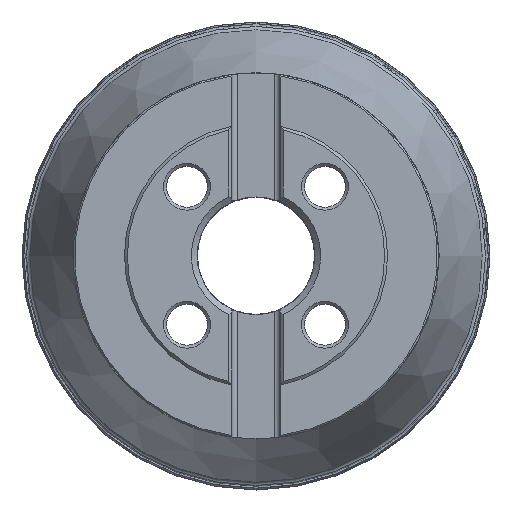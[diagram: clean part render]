
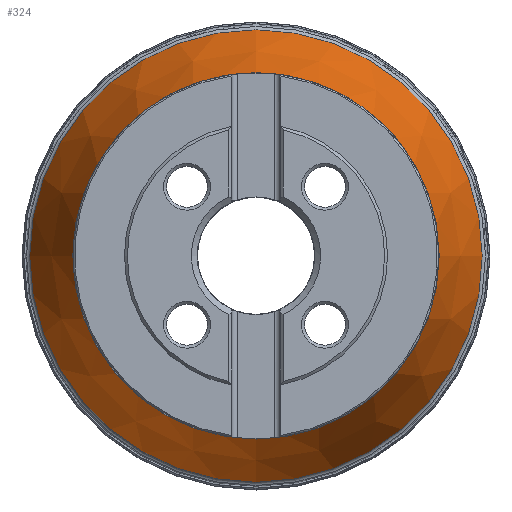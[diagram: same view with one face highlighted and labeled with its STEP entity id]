
A CAD part, top view. The second image highlights one B-rep face of the part: STEP entity #324.
In plain terms, the highlighted conical face has half-angle 21.671 degrees and reference radius 62.5 mm.
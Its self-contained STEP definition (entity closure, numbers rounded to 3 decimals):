
#252=CONICAL_SURFACE('',#2028,62.5,21.671);
#324=ADVANCED_FACE('',(#652,#653),#252,.T.);
#652=FACE_BOUND('',#854,.T.);
#653=FACE_BOUND('',#855,.T.);
#854=EDGE_LOOP('',(#1090));
#855=EDGE_LOOP('',(#1091));
#1090=ORIENTED_EDGE('',*,*,#1659,.T.);
#1091=ORIENTED_EDGE('',*,*,#1660,.T.);
#1481=VERTEX_POINT('',#3205);
#1482=VERTEX_POINT('',#3207);
#1659=EDGE_CURVE('',#1481,#1481,#1876,.T.);
#1660=EDGE_CURVE('',#1482,#1482,#1877,.T.);
#1876=CIRCLE('',#2026,77.311);
#1877=CIRCLE('',#2027,62.641);
#2026=AXIS2_PLACEMENT_3D('',#3204,#2361,#2362);
#2027=AXIS2_PLACEMENT_3D('',#3206,#2363,#2364);
#2028=AXIS2_PLACEMENT_3D('',#3208,#2365,#2366);
#2361=DIRECTION('',(0.,0.,1.));
#2362=DIRECTION('',(-1.,0.,0.));
#2363=DIRECTION('',(0.,0.,-1.));
#2364=DIRECTION('',(-1.,0.,0.));
#2365=DIRECTION('',(0.,0.,-1.));
#2366=DIRECTION('',(-1.,0.,0.));
#3204=CARTESIAN_POINT('',(0.,0.,-49.275));
#3205=CARTESIAN_POINT('',(-77.311,0.,-49.275));
#3206=CARTESIAN_POINT('',(0.,0.,-12.356));
#3207=CARTESIAN_POINT('',(-62.641,0.,-12.356));
#3208=CARTESIAN_POINT('',(0.,0.,-12.));
